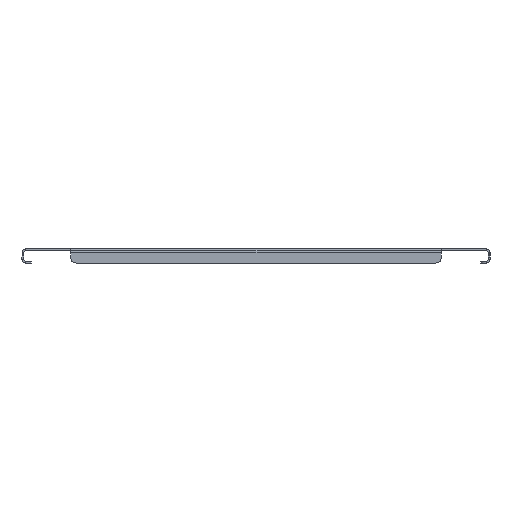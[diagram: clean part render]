
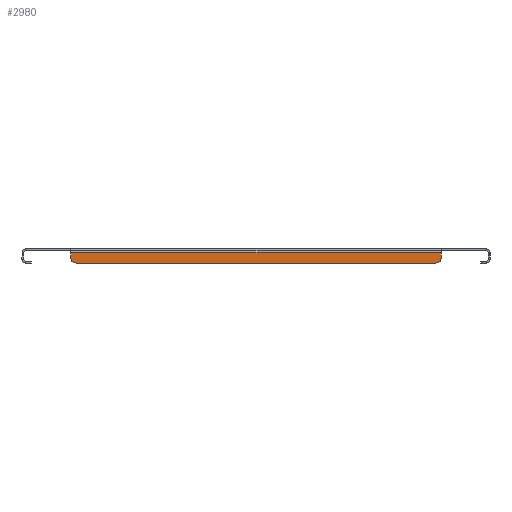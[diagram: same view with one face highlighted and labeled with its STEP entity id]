
A CAD part, left-side view. The second image highlights one B-rep face of the part: STEP entity #2980.
In plain terms, the highlighted planar face has unit normal (-1, 0, 0).
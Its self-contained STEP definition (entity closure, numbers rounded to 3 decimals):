
#70 = AXIS2_PLACEMENT_3D ( 'NONE', #1104, #2711, #2272 ) ;
#133 = CARTESIAN_POINT ( 'NONE',  ( -549.5, 198., -9. ) ) ;
#235 = LINE ( 'NONE', #264, #1385 ) ;
#262 = ORIENTED_EDGE ( 'NONE', *, *, #379, .F. ) ;
#264 = CARTESIAN_POINT ( 'NONE',  ( -549.5, -198., -15. ) ) ;
#281 = LINE ( 'NONE', #1212, #1180 ) ;
#301 = CIRCLE ( 'NONE', #70, 6. ) ;
#354 = CIRCLE ( 'NONE', #656, 6. ) ;
#379 = EDGE_CURVE ( 'NONE', #688, #1658, #281, .T. ) ;
#552 = ORIENTED_EDGE ( 'NONE', *, *, #1782, .F. ) ;
#626 = DIRECTION ( 'NONE',  ( 0., 1., 0. ) ) ;
#656 = AXIS2_PLACEMENT_3D ( 'NONE', #1449, #1022, #1008 ) ;
#658 = PLANE ( 'NONE',  #2917 ) ;
#688 = VERTEX_POINT ( 'NONE', #819 ) ;
#706 = DIRECTION ( 'NONE',  ( 0., 0., 1. ) ) ;
#819 = CARTESIAN_POINT ( 'NONE',  ( -549.5, 198., -4. ) ) ;
#883 = ORIENTED_EDGE ( 'NONE', *, *, #1861, .T. ) ;
#912 = VERTEX_POINT ( 'NONE', #1639 ) ;
#1008 = DIRECTION ( 'NONE',  ( 0., 0., -1. ) ) ;
#1022 = DIRECTION ( 'NONE',  ( -1., 0., 0. ) ) ;
#1055 = VERTEX_POINT ( 'NONE', #1060 ) ;
#1060 = CARTESIAN_POINT ( 'NONE',  ( -549.5, 192., -15. ) ) ;
#1066 = LINE ( 'NONE', #1310, #2418 ) ;
#1104 = CARTESIAN_POINT ( 'NONE',  ( -549.5, 192., -9. ) ) ;
#1180 = VECTOR ( 'NONE', #1868, 1000. ) ;
#1212 = CARTESIAN_POINT ( 'NONE',  ( -549.5, -250., -4. ) ) ;
#1213 = ORIENTED_EDGE ( 'NONE', *, *, #1668, .T. ) ;
#1310 = CARTESIAN_POINT ( 'NONE',  ( -549.5, -250., -15. ) ) ;
#1321 = ORIENTED_EDGE ( 'NONE', *, *, #2786, .T. ) ;
#1354 = VERTEX_POINT ( 'NONE', #2460 ) ;
#1385 = VECTOR ( 'NONE', #706, 1000. ) ;
#1449 = CARTESIAN_POINT ( 'NONE',  ( -549.5, -192., -9. ) ) ;
#1505 = VECTOR ( 'NONE', #2412, 1000. ) ;
#1526 = DIRECTION ( 'NONE',  ( 1., 0., 0. ) ) ;
#1639 = CARTESIAN_POINT ( 'NONE',  ( -549.5, -192., -15. ) ) ;
#1654 = EDGE_LOOP ( 'NONE', ( #552, #2032, #1321, #262, #883, #1213 ) ) ;
#1658 = VERTEX_POINT ( 'NONE', #1784 ) ;
#1668 = EDGE_CURVE ( 'NONE', #2443, #1055, #301, .T. ) ;
#1782 = EDGE_CURVE ( 'NONE', #912, #1055, #1066, .T. ) ;
#1784 = CARTESIAN_POINT ( 'NONE',  ( -549.5, -198., -4. ) ) ;
#1861 = EDGE_CURVE ( 'NONE', #688, #2443, #2219, .T. ) ;
#1868 = DIRECTION ( 'NONE',  ( 0., -1., 0. ) ) ;
#1997 = CARTESIAN_POINT ( 'NONE',  ( -549.5, 0., 0. ) ) ;
#2032 = ORIENTED_EDGE ( 'NONE', *, *, #2891, .T. ) ;
#2219 = LINE ( 'NONE', #2429, #1505 ) ;
#2272 = DIRECTION ( 'NONE',  ( 0., 0., -1. ) ) ;
#2412 = DIRECTION ( 'NONE',  ( 0., 0., -1. ) ) ;
#2418 = VECTOR ( 'NONE', #626, 1000. ) ;
#2429 = CARTESIAN_POINT ( 'NONE',  ( -549.5, 198., -15. ) ) ;
#2443 = VERTEX_POINT ( 'NONE', #133 ) ;
#2449 = FACE_OUTER_BOUND ( 'NONE', #1654, .T. ) ;
#2460 = CARTESIAN_POINT ( 'NONE',  ( -549.5, -198., -9. ) ) ;
#2499 = DIRECTION ( 'NONE',  ( 0., 0., -1. ) ) ;
#2711 = DIRECTION ( 'NONE',  ( -1., 0., 0. ) ) ;
#2786 = EDGE_CURVE ( 'NONE', #1354, #1658, #235, .T. ) ;
#2891 = EDGE_CURVE ( 'NONE', #912, #1354, #354, .T. ) ;
#2917 = AXIS2_PLACEMENT_3D ( 'NONE', #1997, #1526, #2499 ) ;
#2980 = ADVANCED_FACE ( 'NONE', ( #2449 ), #658, .F. ) ;
